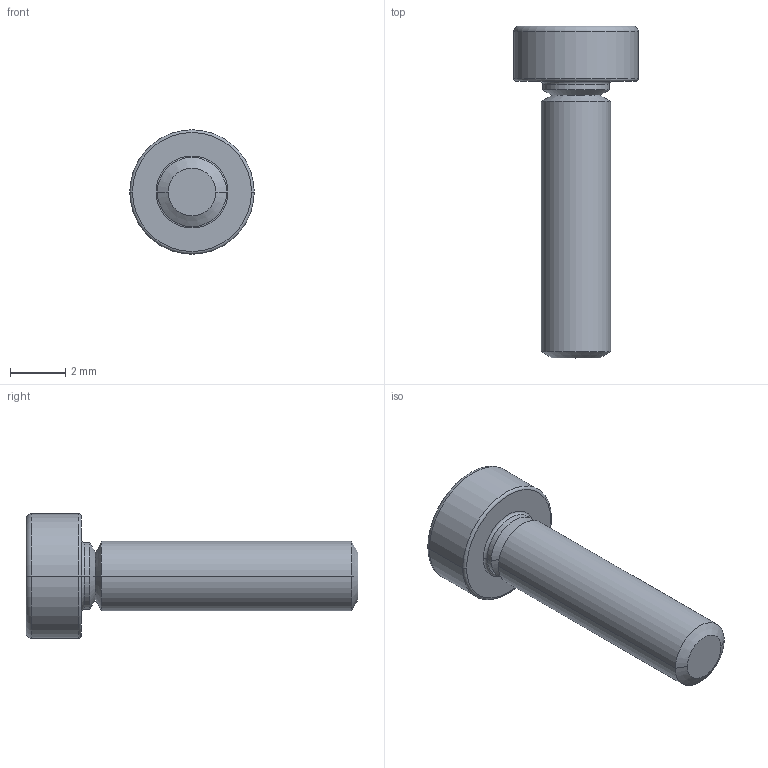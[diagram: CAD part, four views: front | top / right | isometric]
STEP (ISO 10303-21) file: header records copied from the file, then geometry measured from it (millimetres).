
FILE_DESCRIPTION (( 'STEP AP214' ), '1' );
FILE_NAME('Bolt_DIN6912_M2.5x10.step', '2021-05-31T06:42:22', 'Stefan Hamminga', '', '', '', '');
FILE_SCHEMA (( 'AUTOMOTIVE_DESIGN' ));
Length unit declared in the file: millimetre
Products named in the file (1): Bolt_DIN6912_M2.5x10
Bounding box: 4.5 x 12 x 4.5 mm (x, y, z)
Volume: 75.3 mm3; surface area: 145.7 mm2
Topology: 1 solids, 1 shells, 35 faces, 76 edges, 43 vertices
Faces by surface type: plane 15, cone 8, torus 6, cylinder 6
Entity records: 1351 total; most frequent: DIRECTION 182, CARTESIAN_POINT 153, ORIENTED_EDGE 148, EDGE_CURVE 74, AXIS2_PLACEMENT_3D 72, VERTEX_POINT 43, UNCERTAINTY_MEASURE_WITH_UNIT 38, LINE 38
